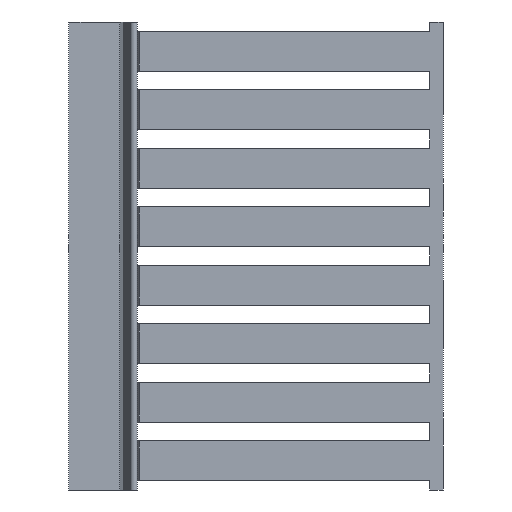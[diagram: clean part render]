
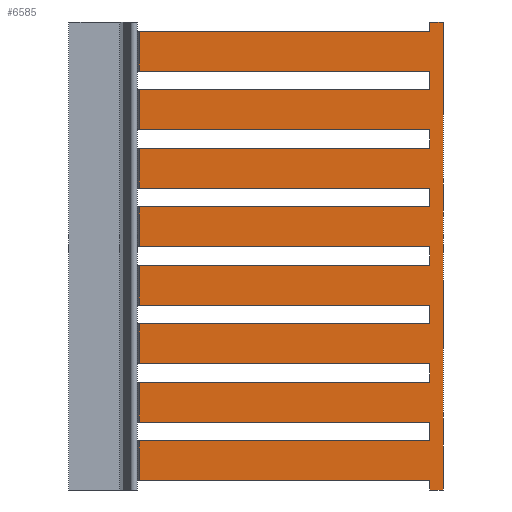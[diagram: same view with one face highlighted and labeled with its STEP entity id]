
A CAD part, left-side view. The second image highlights one B-rep face of the part: STEP entity #6585.
In plain terms, the highlighted planar face has unit normal (-1, 0, 0).
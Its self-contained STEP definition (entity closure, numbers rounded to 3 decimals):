
#559=DIRECTION('',(0.,0.,-1.));
#560=VECTOR('',#559,2.);
#561=CARTESIAN_POINT('',(-50.,2.9,100.));
#562=LINE('',#561,#560);
#571=DIRECTION('',(0.,0.,-1.));
#572=VECTOR('',#571,4.);
#573=CARTESIAN_POINT('',(-50.,2.9,89.5));
#574=LINE('',#573,#572);
#583=DIRECTION('',(0.,0.,-1.));
#584=VECTOR('',#583,4.);
#585=CARTESIAN_POINT('',(-50.,2.9,77.));
#586=LINE('',#585,#584);
#595=DIRECTION('',(0.,0.,-1.));
#596=VECTOR('',#595,4.);
#597=CARTESIAN_POINT('',(-50.,2.9,64.5));
#598=LINE('',#597,#596);
#607=DIRECTION('',(0.,0.,-1.));
#608=VECTOR('',#607,4.);
#609=CARTESIAN_POINT('',(-50.,2.9,52.));
#610=LINE('',#609,#608);
#619=DIRECTION('',(0.,0.,-1.));
#620=VECTOR('',#619,4.);
#621=CARTESIAN_POINT('',(-50.,2.9,39.5));
#622=LINE('',#621,#620);
#631=DIRECTION('',(0.,0.,-1.));
#632=VECTOR('',#631,4.);
#633=CARTESIAN_POINT('',(-50.,2.9,27.));
#634=LINE('',#633,#632);
#643=DIRECTION('',(0.,0.,-1.));
#644=VECTOR('',#643,4.);
#645=CARTESIAN_POINT('',(-50.,2.9,14.5));
#646=LINE('',#645,#644);
#655=DIRECTION('',(0.,0.,1.));
#656=VECTOR('',#655,2.);
#657=CARTESIAN_POINT('',(-50.,2.9,0.));
#658=LINE('',#657,#656);
#875=DIRECTION('',(0.,1.,0.));
#876=VECTOR('',#875,2.9);
#877=CARTESIAN_POINT('',(-50.,0.,0.));
#878=LINE('',#877,#876);
#883=DIRECTION('',(0.,0.,1.));
#884=VECTOR('',#883,8.5);
#885=CARTESIAN_POINT('',(-50.,64.9,2.));
#886=LINE('',#885,#884);
#887=DIRECTION('',(0.,0.,1.));
#888=VECTOR('',#887,8.5);
#889=CARTESIAN_POINT('',(-50.,64.9,14.5));
#890=LINE('',#889,#888);
#891=DIRECTION('',(0.,0.,1.));
#892=VECTOR('',#891,8.5);
#893=CARTESIAN_POINT('',(-50.,64.9,27.));
#894=LINE('',#893,#892);
#895=DIRECTION('',(0.,0.,1.));
#896=VECTOR('',#895,8.5);
#897=CARTESIAN_POINT('',(-50.,64.9,39.5));
#898=LINE('',#897,#896);
#899=DIRECTION('',(0.,0.,1.));
#900=VECTOR('',#899,8.5);
#901=CARTESIAN_POINT('',(-50.,64.9,52.));
#902=LINE('',#901,#900);
#903=DIRECTION('',(0.,0.,1.));
#904=VECTOR('',#903,8.5);
#905=CARTESIAN_POINT('',(-50.,64.9,64.5));
#906=LINE('',#905,#904);
#907=DIRECTION('',(0.,0.,1.));
#908=VECTOR('',#907,8.5);
#909=CARTESIAN_POINT('',(-50.,64.9,77.));
#910=LINE('',#909,#908);
#911=DIRECTION('',(0.,0.,1.));
#912=VECTOR('',#911,8.5);
#913=CARTESIAN_POINT('',(-50.,64.9,89.5));
#914=LINE('',#913,#912);
#915=DIRECTION('',(0.,0.,-1.));
#916=VECTOR('',#915,100.);
#917=CARTESIAN_POINT('',(-50.,0.,100.));
#918=LINE('',#917,#916);
#935=DIRECTION('',(0.,-1.,0.));
#936=VECTOR('',#935,62.);
#937=CARTESIAN_POINT('',(-50.,64.9,2.));
#938=LINE('',#937,#936);
#1099=DIRECTION('',(0.,-1.,0.));
#1100=VECTOR('',#1099,62.);
#1101=CARTESIAN_POINT('',(-50.,64.9,89.5));
#1102=LINE('',#1101,#1100);
#1179=DIRECTION('',(0.,1.,0.));
#1180=VECTOR('',#1179,62.);
#1181=CARTESIAN_POINT('',(-50.,2.9,98.));
#1182=LINE('',#1181,#1180);
#1615=DIRECTION('',(0.,-1.,0.));
#1616=VECTOR('',#1615,62.);
#1617=CARTESIAN_POINT('',(-50.,64.9,77.));
#1618=LINE('',#1617,#1616);
#2013=DIRECTION('',(0.,1.,0.));
#2014=VECTOR('',#2013,62.);
#2015=CARTESIAN_POINT('',(-50.,2.9,10.5));
#2016=LINE('',#2015,#2014);
#2991=DIRECTION('',(0.,1.,0.));
#2992=VECTOR('',#2991,62.);
#2993=CARTESIAN_POINT('',(-50.,2.9,23.));
#2994=LINE('',#2993,#2992);
#3123=DIRECTION('',(0.,1.,0.));
#3124=VECTOR('',#3123,62.);
#3125=CARTESIAN_POINT('',(-50.,2.9,85.5));
#3126=LINE('',#3125,#3124);
#3163=DIRECTION('',(0.,-1.,0.));
#3164=VECTOR('',#3163,62.);
#3165=CARTESIAN_POINT('',(-50.,64.9,64.5));
#3166=LINE('',#3165,#3164);
#3315=DIRECTION('',(0.,1.,0.));
#3316=VECTOR('',#3315,62.);
#3317=CARTESIAN_POINT('',(-50.,2.9,73.));
#3318=LINE('',#3317,#3316);
#3769=DIRECTION('',(0.,1.,0.));
#3770=VECTOR('',#3769,62.);
#3771=CARTESIAN_POINT('',(-50.,2.9,35.5));
#3772=LINE('',#3771,#3770);
#3821=DIRECTION('',(0.,-1.,0.));
#3822=VECTOR('',#3821,62.);
#3823=CARTESIAN_POINT('',(-50.,64.9,27.));
#3824=LINE('',#3823,#3822);
#3949=DIRECTION('',(0.,1.,0.));
#3950=VECTOR('',#3949,62.);
#3951=CARTESIAN_POINT('',(-50.,2.9,48.));
#3952=LINE('',#3951,#3950);
#4001=DIRECTION('',(0.,-1.,0.));
#4002=VECTOR('',#4001,62.);
#4003=CARTESIAN_POINT('',(-50.,64.9,39.5));
#4004=LINE('',#4003,#4002);
#4129=DIRECTION('',(0.,1.,0.));
#4130=VECTOR('',#4129,62.);
#4131=CARTESIAN_POINT('',(-50.,2.9,60.5));
#4132=LINE('',#4131,#4130);
#4181=DIRECTION('',(0.,-1.,0.));
#4182=VECTOR('',#4181,62.);
#4183=CARTESIAN_POINT('',(-50.,64.9,52.));
#4184=LINE('',#4183,#4182);
#4399=DIRECTION('',(0.,-1.,0.));
#4400=VECTOR('',#4399,62.);
#4401=CARTESIAN_POINT('',(-50.,64.9,14.5));
#4402=LINE('',#4401,#4400);
#4447=DIRECTION('',(0.,1.,0.));
#4448=VECTOR('',#4447,2.9);
#4449=CARTESIAN_POINT('',(-50.,0.,100.));
#4450=LINE('',#4449,#4448);
#5459=CARTESIAN_POINT('',(-50.,0.,100.));
#5460=CARTESIAN_POINT('',(-50.,2.9,100.));
#5461=VERTEX_POINT('',#5459);
#5462=VERTEX_POINT('',#5460);
#5463=CARTESIAN_POINT('',(-50.,2.9,98.));
#5464=VERTEX_POINT('',#5463);
#5465=CARTESIAN_POINT('',(-50.,2.9,89.5));
#5466=VERTEX_POINT('',#5465);
#5467=CARTESIAN_POINT('',(-50.,2.9,85.5));
#5468=VERTEX_POINT('',#5467);
#5469=CARTESIAN_POINT('',(-50.,2.9,77.));
#5470=VERTEX_POINT('',#5469);
#5471=CARTESIAN_POINT('',(-50.,2.9,73.));
#5472=VERTEX_POINT('',#5471);
#5473=CARTESIAN_POINT('',(-50.,2.9,64.5));
#5474=VERTEX_POINT('',#5473);
#5475=CARTESIAN_POINT('',(-50.,2.9,60.5));
#5476=VERTEX_POINT('',#5475);
#5477=CARTESIAN_POINT('',(-50.,2.9,52.));
#5478=VERTEX_POINT('',#5477);
#5479=CARTESIAN_POINT('',(-50.,2.9,48.));
#5480=VERTEX_POINT('',#5479);
#5481=CARTESIAN_POINT('',(-50.,2.9,39.5));
#5482=VERTEX_POINT('',#5481);
#5483=CARTESIAN_POINT('',(-50.,2.9,35.5));
#5484=VERTEX_POINT('',#5483);
#5485=CARTESIAN_POINT('',(-50.,2.9,27.));
#5486=VERTEX_POINT('',#5485);
#5487=CARTESIAN_POINT('',(-50.,2.9,23.));
#5488=VERTEX_POINT('',#5487);
#5489=CARTESIAN_POINT('',(-50.,2.9,14.5));
#5490=VERTEX_POINT('',#5489);
#5491=CARTESIAN_POINT('',(-50.,2.9,10.5));
#5492=VERTEX_POINT('',#5491);
#5493=CARTESIAN_POINT('',(-50.,0.,0.));
#5494=CARTESIAN_POINT('',(-50.,2.9,0.));
#5495=VERTEX_POINT('',#5493);
#5496=VERTEX_POINT('',#5494);
#5497=CARTESIAN_POINT('',(-50.,2.9,2.));
#5498=VERTEX_POINT('',#5497);
#5672=CARTESIAN_POINT('',(-50.,64.9,2.));
#5674=VERTEX_POINT('',#5672);
#5696=CARTESIAN_POINT('',(-50.,64.9,14.5));
#5698=VERTEX_POINT('',#5696);
#5720=CARTESIAN_POINT('',(-50.,64.9,27.));
#5722=VERTEX_POINT('',#5720);
#5744=CARTESIAN_POINT('',(-50.,64.9,39.5));
#5746=VERTEX_POINT('',#5744);
#5768=CARTESIAN_POINT('',(-50.,64.9,52.));
#5770=VERTEX_POINT('',#5768);
#5792=CARTESIAN_POINT('',(-50.,64.9,64.5));
#5794=VERTEX_POINT('',#5792);
#5816=CARTESIAN_POINT('',(-50.,64.9,77.));
#5818=VERTEX_POINT('',#5816);
#5840=CARTESIAN_POINT('',(-50.,64.9,89.5));
#5842=VERTEX_POINT('',#5840);
#5864=CARTESIAN_POINT('',(-50.,64.9,98.));
#5866=VERTEX_POINT('',#5864);
#5888=CARTESIAN_POINT('',(-50.,64.9,85.5));
#5890=VERTEX_POINT('',#5888);
#5912=CARTESIAN_POINT('',(-50.,64.9,73.));
#5914=VERTEX_POINT('',#5912);
#5936=CARTESIAN_POINT('',(-50.,64.9,60.5));
#5938=VERTEX_POINT('',#5936);
#5960=CARTESIAN_POINT('',(-50.,64.9,48.));
#5962=VERTEX_POINT('',#5960);
#5984=CARTESIAN_POINT('',(-50.,64.9,35.5));
#5986=VERTEX_POINT('',#5984);
#6008=CARTESIAN_POINT('',(-50.,64.9,23.));
#6010=VERTEX_POINT('',#6008);
#6032=CARTESIAN_POINT('',(-50.,64.9,10.5));
#6034=VERTEX_POINT('',#6032);
#6517=CARTESIAN_POINT('',(-50.,62.5,0.));
#6518=DIRECTION('',(-1.,0.,0.));
#6519=DIRECTION('',(0.,-1.,0.));
#6520=AXIS2_PLACEMENT_3D('',#6517,#6518,#6519);
#6521=PLANE('',#6520);
#6522=ORIENTED_EDGE('',*,*,#6382,.T.);
#6524=ORIENTED_EDGE('',*,*,#6523,.F.);
#6526=ORIENTED_EDGE('',*,*,#6525,.T.);
#6528=ORIENTED_EDGE('',*,*,#6527,.F.);
#6529=ORIENTED_EDGE('',*,*,#6374,.F.);
#6531=ORIENTED_EDGE('',*,*,#6530,.F.);
#6533=ORIENTED_EDGE('',*,*,#6532,.T.);
#6535=ORIENTED_EDGE('',*,*,#6534,.F.);
#6536=ORIENTED_EDGE('',*,*,#6366,.F.);
#6538=ORIENTED_EDGE('',*,*,#6537,.F.);
#6540=ORIENTED_EDGE('',*,*,#6539,.T.);
#6542=ORIENTED_EDGE('',*,*,#6541,.F.);
#6543=ORIENTED_EDGE('',*,*,#6358,.F.);
#6545=ORIENTED_EDGE('',*,*,#6544,.F.);
#6547=ORIENTED_EDGE('',*,*,#6546,.T.);
#6549=ORIENTED_EDGE('',*,*,#6548,.F.);
#6550=ORIENTED_EDGE('',*,*,#6350,.F.);
#6552=ORIENTED_EDGE('',*,*,#6551,.F.);
#6554=ORIENTED_EDGE('',*,*,#6553,.T.);
#6556=ORIENTED_EDGE('',*,*,#6555,.F.);
#6557=ORIENTED_EDGE('',*,*,#6342,.F.);
#6559=ORIENTED_EDGE('',*,*,#6558,.F.);
#6561=ORIENTED_EDGE('',*,*,#6560,.T.);
#6563=ORIENTED_EDGE('',*,*,#6562,.F.);
#6564=ORIENTED_EDGE('',*,*,#6334,.F.);
#6566=ORIENTED_EDGE('',*,*,#6565,.F.);
#6568=ORIENTED_EDGE('',*,*,#6567,.T.);
#6570=ORIENTED_EDGE('',*,*,#6569,.F.);
#6571=ORIENTED_EDGE('',*,*,#6326,.F.);
#6573=ORIENTED_EDGE('',*,*,#6572,.F.);
#6575=ORIENTED_EDGE('',*,*,#6574,.T.);
#6577=ORIENTED_EDGE('',*,*,#6576,.F.);
#6578=ORIENTED_EDGE('',*,*,#6318,.F.);
#6580=ORIENTED_EDGE('',*,*,#6579,.F.);
#6581=ORIENTED_EDGE('',*,*,#6056,.T.);
#6582=ORIENTED_EDGE('',*,*,#6509,.T.);
#6583=EDGE_LOOP('',(#6522,#6524,#6526,#6528,#6529,#6531,#6533,#6535,#6536,#6538,
#6540,#6542,#6543,#6545,#6547,#6549,#6550,#6552,#6554,#6556,#6557,#6559,#6561,
#6563,#6564,#6566,#6568,#6570,#6571,#6573,#6575,#6577,#6578,#6580,#6581,#6582));
#6584=FACE_OUTER_BOUND('',#6583,.F.);
#6056=EDGE_CURVE('',#5461,#5495,#918,.T.);
#6318=EDGE_CURVE('',#5462,#5464,#562,.T.);
#6326=EDGE_CURVE('',#5466,#5468,#574,.T.);
#6334=EDGE_CURVE('',#5470,#5472,#586,.T.);
#6342=EDGE_CURVE('',#5474,#5476,#598,.T.);
#6350=EDGE_CURVE('',#5478,#5480,#610,.T.);
#6358=EDGE_CURVE('',#5482,#5484,#622,.T.);
#6366=EDGE_CURVE('',#5486,#5488,#634,.T.);
#6374=EDGE_CURVE('',#5490,#5492,#646,.T.);
#6382=EDGE_CURVE('',#5496,#5498,#658,.T.);
#6509=EDGE_CURVE('',#5495,#5496,#878,.T.);
#6523=EDGE_CURVE('',#5674,#5498,#938,.T.);
#6525=EDGE_CURVE('',#5674,#6034,#886,.T.);
#6527=EDGE_CURVE('',#5492,#6034,#2016,.T.);
#6530=EDGE_CURVE('',#5698,#5490,#4402,.T.);
#6532=EDGE_CURVE('',#5698,#6010,#890,.T.);
#6534=EDGE_CURVE('',#5488,#6010,#2994,.T.);
#6537=EDGE_CURVE('',#5722,#5486,#3824,.T.);
#6539=EDGE_CURVE('',#5722,#5986,#894,.T.);
#6541=EDGE_CURVE('',#5484,#5986,#3772,.T.);
#6544=EDGE_CURVE('',#5746,#5482,#4004,.T.);
#6546=EDGE_CURVE('',#5746,#5962,#898,.T.);
#6548=EDGE_CURVE('',#5480,#5962,#3952,.T.);
#6551=EDGE_CURVE('',#5770,#5478,#4184,.T.);
#6553=EDGE_CURVE('',#5770,#5938,#902,.T.);
#6555=EDGE_CURVE('',#5476,#5938,#4132,.T.);
#6558=EDGE_CURVE('',#5794,#5474,#3166,.T.);
#6560=EDGE_CURVE('',#5794,#5914,#906,.T.);
#6562=EDGE_CURVE('',#5472,#5914,#3318,.T.);
#6565=EDGE_CURVE('',#5818,#5470,#1618,.T.);
#6567=EDGE_CURVE('',#5818,#5890,#910,.T.);
#6569=EDGE_CURVE('',#5468,#5890,#3126,.T.);
#6572=EDGE_CURVE('',#5842,#5466,#1102,.T.);
#6574=EDGE_CURVE('',#5842,#5866,#914,.T.);
#6576=EDGE_CURVE('',#5464,#5866,#1182,.T.);
#6579=EDGE_CURVE('',#5461,#5462,#4450,.T.);
#6585=ADVANCED_FACE('',(#6584),#6521,.T.);
